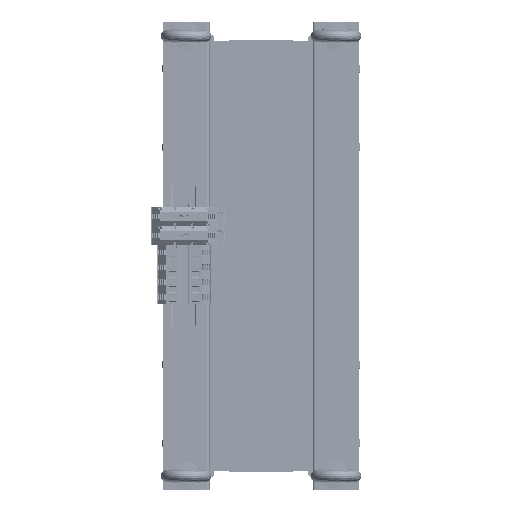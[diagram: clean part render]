
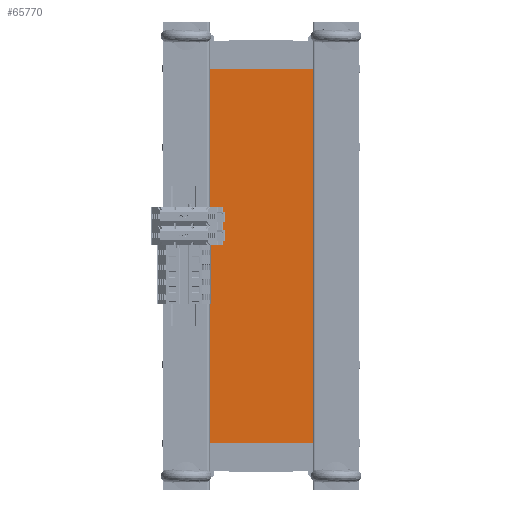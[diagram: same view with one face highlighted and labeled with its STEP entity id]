
A CAD part, left-side view. The second image highlights one B-rep face of the part: STEP entity #65770.
In plain terms, the highlighted planar face has unit normal (-1, 0, 0).
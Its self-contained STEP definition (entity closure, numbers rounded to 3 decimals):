
#6924=FACE_OUTER_BOUND('',#10707,.T.);
#10707=EDGE_LOOP('',(#44008,#44009,#44010,#44011));
#14653=LINE('',#96211,#21275);
#14661=LINE('',#96226,#21283);
#14662=LINE('',#96228,#21284);
#14663=LINE('',#96229,#21285);
#21275=VECTOR('',#76539,10.);
#21283=VECTOR('',#76551,10.);
#21284=VECTOR('',#76554,10.);
#21285=VECTOR('',#76555,10.);
#27895=VERTEX_POINT('',#96208);
#27896=VERTEX_POINT('',#96210);
#27900=VERTEX_POINT('',#96222);
#27901=VERTEX_POINT('',#96224);
#34130=EDGE_CURVE('',#27895,#27896,#14653,.T.);
#34138=EDGE_CURVE('',#27900,#27901,#14661,.T.);
#34139=EDGE_CURVE('',#27895,#27900,#14662,.T.);
#34140=EDGE_CURVE('',#27896,#27901,#14663,.T.);
#44008=ORIENTED_EDGE('',*,*,#34139,.T.);
#44009=ORIENTED_EDGE('',*,*,#34138,.T.);
#44010=ORIENTED_EDGE('',*,*,#34140,.F.);
#44011=ORIENTED_EDGE('',*,*,#34130,.F.);
#63657=PLANE('',#69957);
#65770=ADVANCED_FACE('',(#6924),#63657,.T.);
#69957=AXIS2_PLACEMENT_3D('',#96227,#76552,#76553);
#76539=DIRECTION('',(0.,1.,0.));
#76551=DIRECTION('',(0.,1.,0.));
#76552=DIRECTION('center_axis',(-1.,0.,0.));
#76553=DIRECTION('ref_axis',(0.,0.,1.));
#76554=DIRECTION('',(0.,0.,1.));
#76555=DIRECTION('',(0.,0.,1.));
#96208=CARTESIAN_POINT('',(-400.,0.,0.));
#96210=CARTESIAN_POINT('',(-400.,110.,0.));
#96211=CARTESIAN_POINT('',(-400.,0.,0.));
#96222=CARTESIAN_POINT('',(-400.,0.,400.));
#96224=CARTESIAN_POINT('',(-400.,110.,400.));
#96226=CARTESIAN_POINT('',(-400.,0.,400.));
#96227=CARTESIAN_POINT('Origin',(-400.,0.,0.));
#96228=CARTESIAN_POINT('',(-400.,0.,0.));
#96229=CARTESIAN_POINT('',(-400.,110.,0.));
